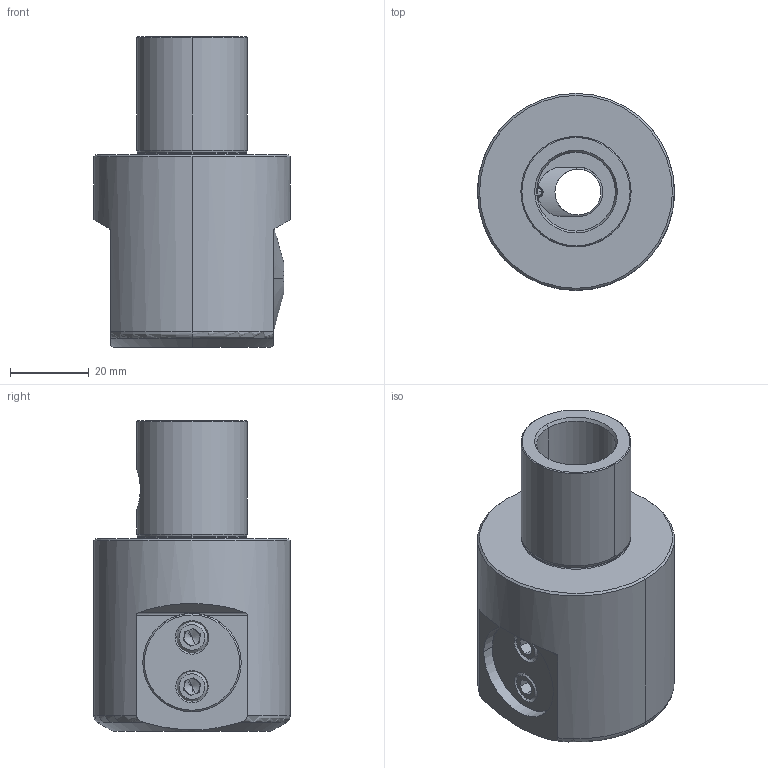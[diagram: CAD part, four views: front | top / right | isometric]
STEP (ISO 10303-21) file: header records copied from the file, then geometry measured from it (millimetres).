
FILE_DESCRIPTION(('no description'),'unknown implementation level');
FILE_NAME('A04C5F19-26F3-4C27-995A-B9F4F3A07519_export.stp',' ',('CIMSOURCE GmbH'),('CADClick - KiM GmbH - www.kimweb.de'),'unknown preprocess','ACIS','unknown authorization');
FILE_SCHEMA(('automotive_design'));
Length unit declared in the file: millimetre
Products named in the file (7): 112.306 Kaiser EWB 2-32 X CK5 (NV)|112.335 Kaiser Werkzeugk�rper zu EWB2-32xCK5_Standard;NONE; 112.306 Kaiser EWB 2-32 X CK5 (NV)|112.035 Kaiser Zustelleinheit metr. EWN2-32_Standard|691.375 Kaiser ETL �4 X 14K_Standard;NONE; 112.306 Kaiser EWB 2-32 X CK5 (NV)|112.035 Kaiser Zustelleinheit metr. EWN2-32_Standard|112.357 Kaiser RTL �6.7 X 7.3_Standard;NONE; 112.306 Kaiser EWB 2-32 X CK5 (NV)|112.035 Kaiser Zustelleinheit metr. EWN2-32_Standard|690.460 Kaiser ETL M8 X 6D_Standard;NONE; 112.306 Kaiser EWB 2-32 X CK5 (NV)|112.035 Kaiser Zustelleinheit metr. EWN2-32_Standard|112.364 Kaiser Werkzeugtr�ger EWN2-32_Standard;NONE
Bounding box: 50 x 50 x 79 mm (x, y, z)
Volume: 89274.8 mm3; surface area: 25054.9 mm2
Topology: 7 solids, 7 shells, 177 faces, 428 edges, 254 vertices
Faces by surface type: plane 61, cylinder 48, cone 40, bspline 20, torus 8
Entity records: 12637 total; most frequent: CARTESIAN_POINT 3799, STYLED_ITEM 851, PRESENTATION_STYLE_ASSIGNMENT 851, COLOUR_RGB 851, ORIENTED_EDGE 840, DIRECTION 786, EDGE_CURVE 420, CURVE_STYLE 420
